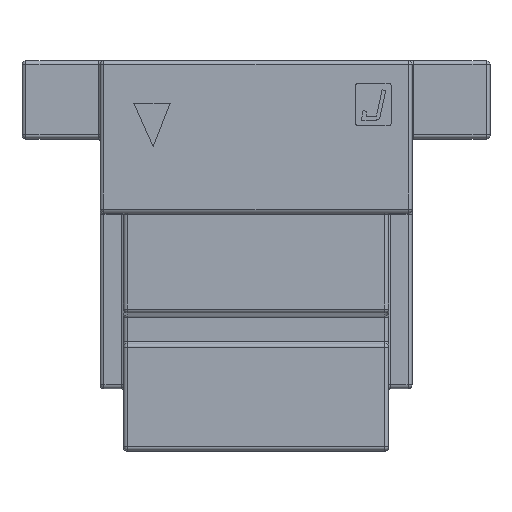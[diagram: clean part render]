
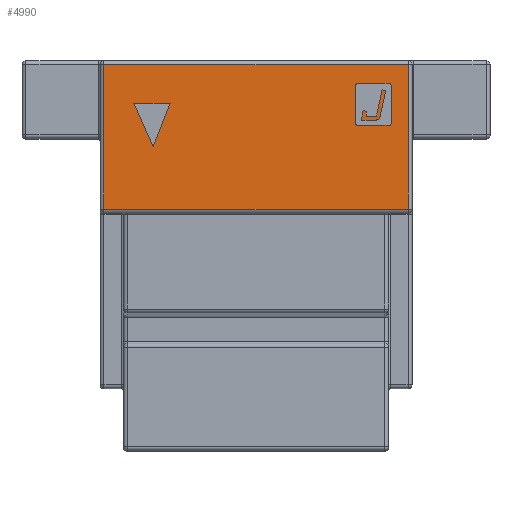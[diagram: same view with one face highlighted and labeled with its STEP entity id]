
A CAD part, top view. The second image highlights one B-rep face of the part: STEP entity #4990.
In plain terms, the highlighted face is planar.
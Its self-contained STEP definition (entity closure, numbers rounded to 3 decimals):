
#79=PLANE('',#5651);
#368=LINE('',#8499,#723);
#372=LINE('',#8512,#727);
#374=LINE('',#8541,#729);
#376=LINE('',#8544,#731);
#723=VECTOR('',#6938,3.9);
#727=VECTOR('',#6956,1.85);
#729=VECTOR('',#6992,3.9);
#731=VECTOR('',#6996,1.85);
#1369=FACE_OUTER_BOUND('',#1710,.T.);
#1710=EDGE_LOOP('',(#4352,#4353,#4354,#4355));
#2419=VERTEX_POINT('',#8440);
#2433=VERTEX_POINT('',#8491);
#2436=VERTEX_POINT('',#8504);
#2447=VERTEX_POINT('',#8537);
#3012=EDGE_CURVE('',#2433,#2419,#368,.T.);
#3019=EDGE_CURVE('',#2419,#2436,#372,.T.);
#3033=EDGE_CURVE('',#2436,#2447,#374,.T.);
#3035=EDGE_CURVE('',#2447,#2433,#376,.T.);
#4352=ORIENTED_EDGE('',*,*,#3012,.F.);
#4353=ORIENTED_EDGE('',*,*,#3035,.F.);
#4354=ORIENTED_EDGE('',*,*,#3033,.F.);
#4355=ORIENTED_EDGE('',*,*,#3019,.F.);
#4990=ADVANCED_FACE('',(#1369),#79,.F.);
#5651=AXIS2_PLACEMENT_3D('',#8712,#7226,#7227);
#6938=DIRECTION('',(-1.,0.,0.));
#6956=DIRECTION('',(0.,0.,-1.));
#6992=DIRECTION('',(1.,0.,0.));
#6996=DIRECTION('',(0.,0.,1.));
#7226=DIRECTION('center_axis',(0.,-1.,0.));
#7227=DIRECTION('ref_axis',(0.,0.,-1.));
#8440=CARTESIAN_POINT('',(-1.95,-1.1,0.8));
#8491=CARTESIAN_POINT('',(1.95,-1.1,0.8));
#8499=CARTESIAN_POINT('',(2.,-1.1,0.8));
#8504=CARTESIAN_POINT('',(-1.95,-1.1,-1.05));
#8512=CARTESIAN_POINT('',(-1.95,-1.1,-0.125));
#8537=CARTESIAN_POINT('',(1.95,-1.1,-1.05));
#8541=CARTESIAN_POINT('',(2.,-1.1,-1.05));
#8544=CARTESIAN_POINT('',(1.95,-1.1,-0.125));
#8712=CARTESIAN_POINT('Origin',(2.,-1.1,0.85));
